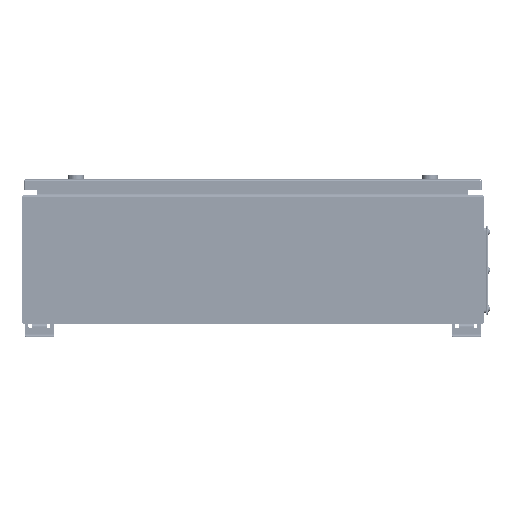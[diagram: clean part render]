
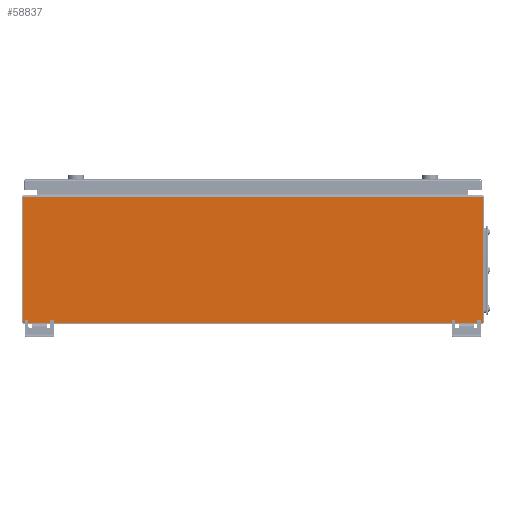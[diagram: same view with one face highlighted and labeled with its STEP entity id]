
A CAD part, left-side view. The second image highlights one B-rep face of the part: STEP entity #58837.
In plain terms, the highlighted planar face has unit normal (-1, 0, 0).
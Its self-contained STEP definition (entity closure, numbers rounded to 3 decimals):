
#39 = ORIENTED_EDGE ( 'NONE', *, *, #10700, .F. ) ;
#4741 = LINE ( 'NONE', #29985, #77102 ) ;
#4992 = ORIENTED_EDGE ( 'NONE', *, *, #64592, .F. ) ;
#5940 = CARTESIAN_POINT ( 'NONE',  ( -1.5, 400., -108.5 ) ) ;
#7999 = DIRECTION ( 'NONE',  ( -1., 0., 0. ) ) ;
#10218 = ORIENTED_EDGE ( 'NONE', *, *, #21465, .T. ) ;
#10700 = EDGE_CURVE ( 'NONE', #16179, #65426, #66938, .T. ) ;
#13158 = CARTESIAN_POINT ( 'NONE',  ( -1.5, 397., -111.5 ) ) ;
#13899 = CARTESIAN_POINT ( 'NONE',  ( -1.5, -400., 108.5 ) ) ;
#14584 = VERTEX_POINT ( 'NONE', #28306 ) ;
#15300 = DIRECTION ( 'NONE',  ( 0., 0., 1. ) ) ;
#15659 = DIRECTION ( 'NONE',  ( 0., 0., -1. ) ) ;
#16179 = VERTEX_POINT ( 'NONE', #39952 ) ;
#20373 = PLANE ( 'NONE',  #48064 ) ;
#21465 = EDGE_CURVE ( 'NONE', #67264, #65426, #30223, .T. ) ;
#22430 = VECTOR ( 'NONE', #25534, 1000. ) ;
#25534 = DIRECTION ( 'NONE',  ( 0., 0., 1. ) ) ;
#28306 = CARTESIAN_POINT ( 'NONE',  ( -1.5, -400., -108.5 ) ) ;
#28936 = AXIS2_PLACEMENT_3D ( 'NONE', #68871, #51662, #15300 ) ;
#29456 = VERTEX_POINT ( 'NONE', #29843 ) ;
#29843 = CARTESIAN_POINT ( 'NONE',  ( -1.5, -400., 108.5 ) ) ;
#29985 = CARTESIAN_POINT ( 'NONE',  ( -1.5, -400., 111.5 ) ) ;
#30223 = CIRCLE ( 'NONE', #43952, 3. ) ;
#31028 = LINE ( 'NONE', #48216, #22430 ) ;
#36049 = DIRECTION ( 'NONE',  ( 0., 1., 0. ) ) ;
#38345 = DIRECTION ( 'NONE',  ( -1., 0., 0. ) ) ;
#39952 = CARTESIAN_POINT ( 'NONE',  ( -1.5, -397., -111.5 ) ) ;
#40656 = EDGE_CURVE ( 'NONE', #29456, #14584, #4741, .T. ) ;
#43952 = AXIS2_PLACEMENT_3D ( 'NONE', #60708, #7999, #67374 ) ;
#44887 = VERTEX_POINT ( 'NONE', #49332 ) ;
#48064 = AXIS2_PLACEMENT_3D ( 'NONE', #55198, #38345, #62188 ) ;
#48216 = CARTESIAN_POINT ( 'NONE',  ( -1.5, 400., 111.5 ) ) ;
#49332 = CARTESIAN_POINT ( 'NONE',  ( -1.5, 400., 108.5 ) ) ;
#50102 = FACE_OUTER_BOUND ( 'NONE', #58060, .T. ) ;
#51662 = DIRECTION ( 'NONE',  ( -1., 0., 0. ) ) ;
#54030 = VECTOR ( 'NONE', #36049, 1000. ) ;
#55198 = CARTESIAN_POINT ( 'NONE',  ( -1.5, 0., 0. ) ) ;
#55278 = VECTOR ( 'NONE', #61948, 1000. ) ;
#58060 = EDGE_LOOP ( 'NONE', ( #39, #71293, #75648, #59252, #4992, #10218 ) ) ;
#58837 = ADVANCED_FACE ( 'NONE', ( #50102 ), #20373, .T. ) ;
#59252 = ORIENTED_EDGE ( 'NONE', *, *, #75907, .T. ) ;
#59499 = CARTESIAN_POINT ( 'NONE',  ( -1.5, -400., -111.5 ) ) ;
#60708 = CARTESIAN_POINT ( 'NONE',  ( -1.5, 397., -108.5 ) ) ;
#61948 = DIRECTION ( 'NONE',  ( 0., 1., 0. ) ) ;
#62188 = DIRECTION ( 'NONE',  ( 0., 0., 1. ) ) ;
#62600 = CIRCLE ( 'NONE', #28936, 3. ) ;
#64592 = EDGE_CURVE ( 'NONE', #67264, #44887, #31028, .T. ) ;
#65426 = VERTEX_POINT ( 'NONE', #13158 ) ;
#66938 = LINE ( 'NONE', #59499, #54030 ) ;
#67264 = VERTEX_POINT ( 'NONE', #5940 ) ;
#67374 = DIRECTION ( 'NONE',  ( 0., 0., 1. ) ) ;
#67472 = LINE ( 'NONE', #13899, #55278 ) ;
#68871 = CARTESIAN_POINT ( 'NONE',  ( -1.5, -397., -108.5 ) ) ;
#71293 = ORIENTED_EDGE ( 'NONE', *, *, #74998, .T. ) ;
#74998 = EDGE_CURVE ( 'NONE', #16179, #14584, #62600, .T. ) ;
#75648 = ORIENTED_EDGE ( 'NONE', *, *, #40656, .F. ) ;
#75907 = EDGE_CURVE ( 'NONE', #29456, #44887, #67472, .T. ) ;
#77102 = VECTOR ( 'NONE', #15659, 1000. ) ;
